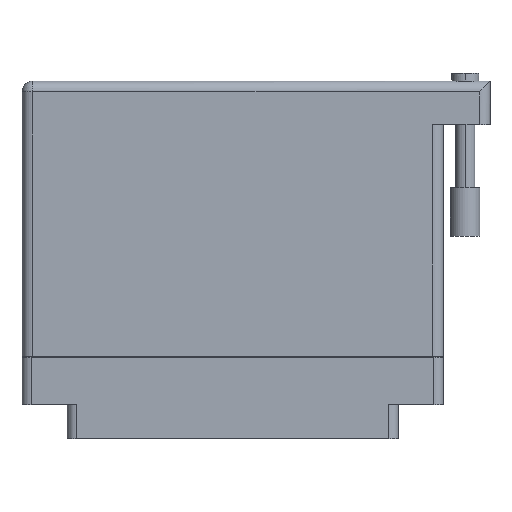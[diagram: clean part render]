
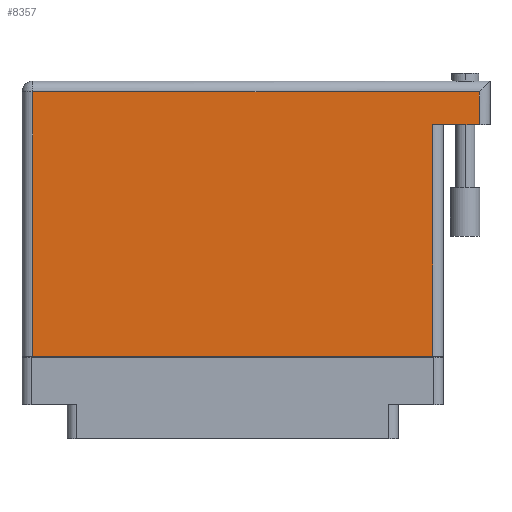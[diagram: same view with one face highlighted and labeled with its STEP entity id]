
A CAD part, front view. The second image highlights one B-rep face of the part: STEP entity #8357.
In plain terms, the highlighted face is planar.
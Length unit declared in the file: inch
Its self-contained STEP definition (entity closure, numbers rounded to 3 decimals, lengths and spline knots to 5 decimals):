
#338 = DIRECTION ( 'NONE',  ( 1., 0., 0. ) ) ;
#464 = PLANE ( 'NONE',  #19338 ) ;
#538 = EDGE_CURVE ( 'NONE', #14670, #18099, #60060, .T. ) ;
#617 = VECTOR ( 'NONE', #42533, 39.37008 ) ;
#2471 = CARTESIAN_POINT ( 'NONE',  ( -1.289, 1.605, 0.617 ) ) ;
#4710 = ORIENTED_EDGE ( 'NONE', *, *, #44394, .F. ) ;
#5484 = EDGE_CURVE ( 'NONE', #30171, #25025, #13895, .T. ) ;
#5961 = EDGE_CURVE ( 'NONE', #46755, #30171, #31034, .T. ) ;
#8331 = CARTESIAN_POINT ( 'NONE',  ( 1.289, 1.395, 0.617 ) ) ;
#8357 = ADVANCED_FACE ( 'NONE', ( #64132 ), #464, .F. ) ;
#10101 = DIRECTION ( 'NONE',  ( 0., -1., 0. ) ) ;
#12616 = VECTOR ( 'NONE', #33947, 39.37008 ) ;
#13895 = LINE ( 'NONE', #8331, #617 ) ;
#14254 = ORIENTED_EDGE ( 'NONE', *, *, #36746, .T. ) ;
#14670 = VERTEX_POINT ( 'NONE', #30118 ) ;
#15724 = DIRECTION ( 'NONE',  ( -1., 0., 0. ) ) ;
#16137 = CARTESIAN_POINT ( 'NONE',  ( -1.359, 1.675, 0.617 ) ) ;
#17752 = VECTOR ( 'NONE', #338, 39.37008 ) ;
#18099 = VERTEX_POINT ( 'NONE', #23756 ) ;
#19338 = AXIS2_PLACEMENT_3D ( 'NONE', #16137, #45746, #15724 ) ;
#20621 = VERTEX_POINT ( 'NONE', #2471 ) ;
#21223 = ORIENTED_EDGE ( 'NONE', *, *, #51644, .T. ) ;
#23756 = CARTESIAN_POINT ( 'NONE',  ( 1.589, 1.605, 0.617 ) ) ;
#24462 = EDGE_LOOP ( 'NONE', ( #33091, #26118, #4710, #60094, #21223, #14254 ) ) ;
#25025 = VERTEX_POINT ( 'NONE', #35084 ) ;
#25386 = CARTESIAN_POINT ( 'NONE',  ( -1.359, -0.1, 0.617 ) ) ;
#25582 = CARTESIAN_POINT ( 'NONE',  ( -1.289, -0.1, 0.617 ) ) ;
#26118 = ORIENTED_EDGE ( 'NONE', *, *, #5484, .T. ) ;
#26450 = DIRECTION ( 'NONE',  ( -1., 0., 0. ) ) ;
#28224 = VECTOR ( 'NONE', #30582, 39.37008 ) ;
#30118 = CARTESIAN_POINT ( 'NONE',  ( 1.589, 1.395, 0.617 ) ) ;
#30171 = VERTEX_POINT ( 'NONE', #34197 ) ;
#30582 = DIRECTION ( 'NONE',  ( 0., 1., 0. ) ) ;
#30686 = VECTOR ( 'NONE', #10101, 39.37008 ) ;
#31034 = LINE ( 'NONE', #25386, #17752 ) ;
#33091 = ORIENTED_EDGE ( 'NONE', *, *, #5961, .T. ) ;
#33755 = CARTESIAN_POINT ( 'NONE',  ( 1.659, 1.395, 0.617 ) ) ;
#33947 = DIRECTION ( 'NONE',  ( -1., 0., 0. ) ) ;
#34197 = CARTESIAN_POINT ( 'NONE',  ( 1.289, -0.1, 0.617 ) ) ;
#35084 = CARTESIAN_POINT ( 'NONE',  ( 1.289, 1.395, 0.617 ) ) ;
#35345 = LINE ( 'NONE', #59715, #30686 ) ;
#36450 = VECTOR ( 'NONE', #26450, 39.37008 ) ;
#36746 = EDGE_CURVE ( 'NONE', #20621, #46755, #35345, .T. ) ;
#42533 = DIRECTION ( 'NONE',  ( 0., 1., 0. ) ) ;
#44394 = EDGE_CURVE ( 'NONE', #14670, #25025, #53917, .T. ) ;
#45746 = DIRECTION ( 'NONE',  ( 0., 0., -1. ) ) ;
#46376 = CARTESIAN_POINT ( 'NONE',  ( 1.589, 1.675, 0.617 ) ) ;
#46755 = VERTEX_POINT ( 'NONE', #25582 ) ;
#49671 = LINE ( 'NONE', #51034, #36450 ) ;
#51034 = CARTESIAN_POINT ( 'NONE',  ( -1.359, 1.605, 0.617 ) ) ;
#51644 = EDGE_CURVE ( 'NONE', #18099, #20621, #49671, .T. ) ;
#53917 = LINE ( 'NONE', #33755, #12616 ) ;
#59715 = CARTESIAN_POINT ( 'NONE',  ( -1.289, -0.1, 0.617 ) ) ;
#60060 = LINE ( 'NONE', #46376, #28224 ) ;
#60094 = ORIENTED_EDGE ( 'NONE', *, *, #538, .T. ) ;
#64132 = FACE_OUTER_BOUND ( 'NONE', #24462, .T. ) ;
